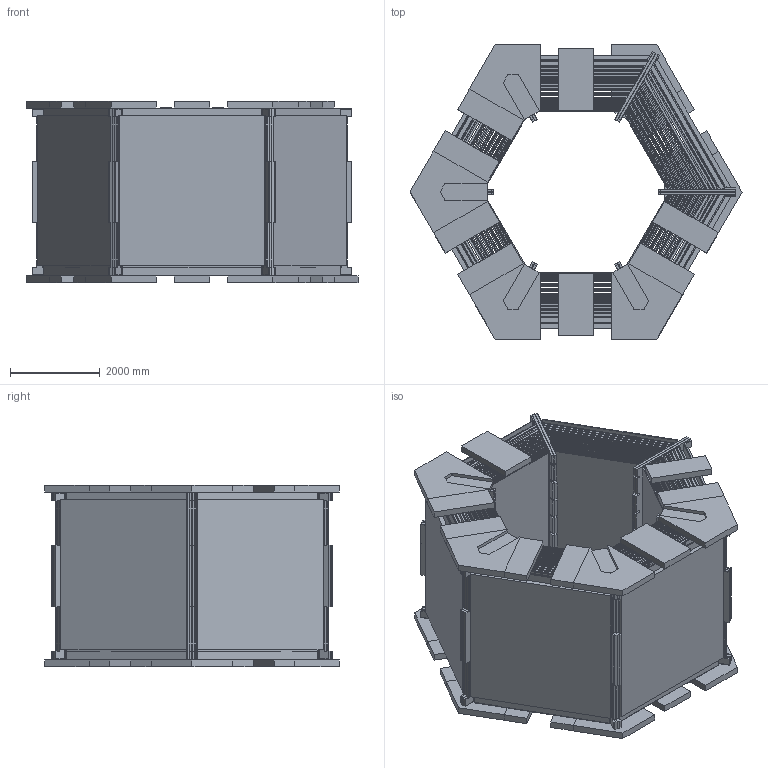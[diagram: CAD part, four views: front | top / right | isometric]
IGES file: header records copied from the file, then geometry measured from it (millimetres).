
Global section: file name: BARREL_FLUX_RETURN.igs; preprocessor: I-DEAS 3D IGES Translator 12; date: 20090123.091258; units: millimetre
Bounding box: 7410.83 x 6575.78 x 4050 mm (x, y, z)
Volume: 61855260409.2 mm3; surface area: 3929064207.8 mm2
Topology: 550 solids, 550 shells, 10146 faces, 28878 edges, 19256 vertices
Faces by surface type: bspline 10146
